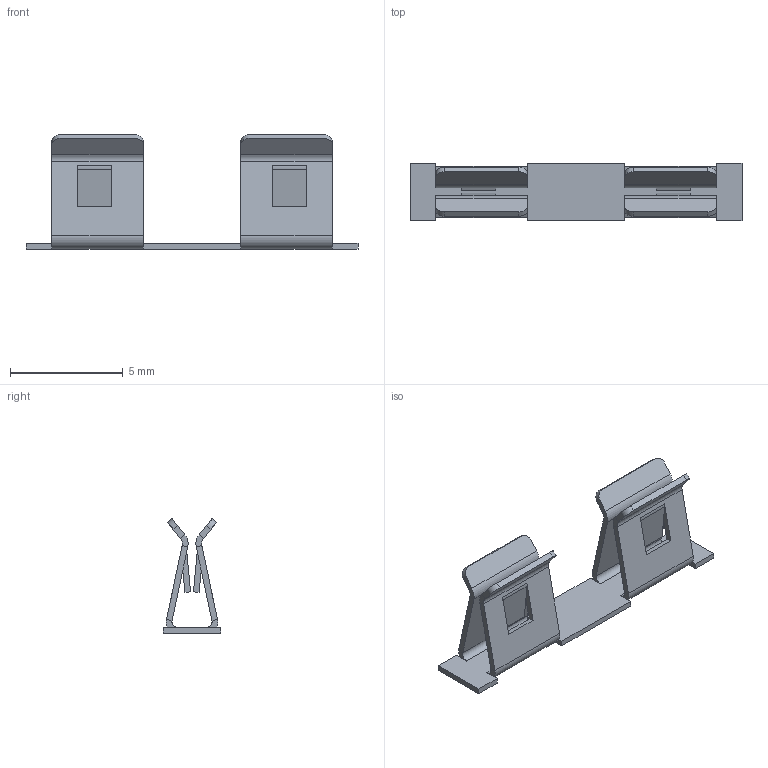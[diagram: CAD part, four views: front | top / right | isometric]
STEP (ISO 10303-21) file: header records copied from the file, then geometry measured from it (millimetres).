
FILE_DESCRIPTION(('FreeCAD Model'),'2;1');
FILE_NAME('Shield_Clip_Harwin_S0971-46R_5.8x2.2mm.STEP','2016-03-24T16:37:59',( 'Author'),(''),'Open CASCADE STEP processor 6.8','FreeCAD','Unknown' );
FILE_SCHEMA(('AUTOMOTIVE_DESIGN_CC2 { 1 2 10303 214 -1 1 5 4 }'));
Length unit declared in the file: millimetre
Products named in the file (1): S0971-46
Bounding box: 14.73 x 2.54 x 5.07 mm (x, y, z)
Volume: 29.1 mm3; surface area: 260.3 mm2
Topology: 1 solids, 1 shells, 158 faces, 372 edges, 216 vertices
Faces by surface type: bspline 158
Entity records: 8241 total; most frequent: CARTESIAN_POINT 3449, B_SPLINE_CURVE_WITH_KNOTS 956, ORIENTED_EDGE 744, PCURVE 744, DEFINITIONAL_REPRESENTATION 744, EDGE_CURVE 372, SURFACE_CURVE 372, VERTEX_POINT 216
